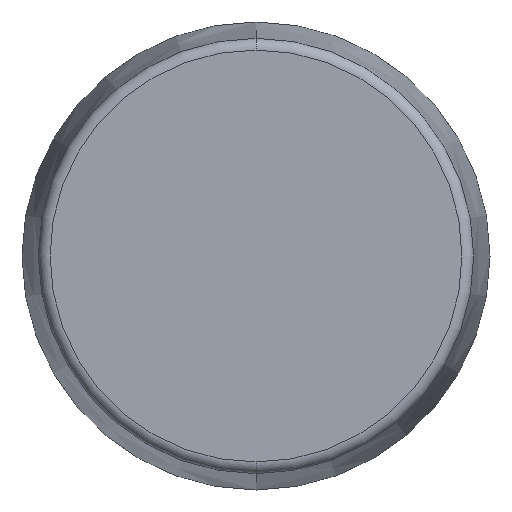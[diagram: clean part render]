
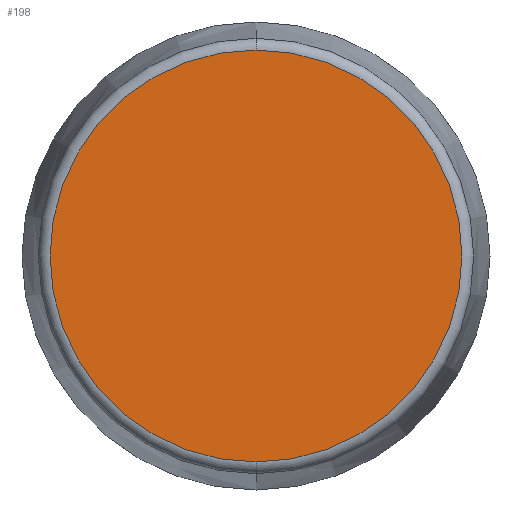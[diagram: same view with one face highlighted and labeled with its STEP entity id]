
A CAD part, front view. The second image highlights one B-rep face of the part: STEP entity #198.
In plain terms, the highlighted planar face has unit normal (0, -1, 0).
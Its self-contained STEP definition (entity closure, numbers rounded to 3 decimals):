
#48 = DIRECTION ( 'NONE',  ( 0., 0., -1. ) ) ;
#58 = DIRECTION ( 'NONE',  ( 0., 1., 0. ) ) ;
#68 = DIRECTION ( 'NONE',  ( 0., 0., -1. ) ) ;
#72 = CARTESIAN_POINT ( 'NONE',  ( 0., 0., 4.6 ) ) ;
#88 = VERTEX_POINT ( 'NONE', #149 ) ;
#104 = AXIS2_PLACEMENT_3D ( 'NONE', #159, #58, #48 ) ;
#126 = ORIENTED_EDGE ( 'NONE', *, *, #322, .F. ) ;
#143 = FACE_OUTER_BOUND ( 'NONE', #193, .T. ) ;
#148 = CIRCLE ( 'NONE', #432, 4.376 ) ;
#149 = CARTESIAN_POINT ( 'NONE',  ( 0., 0., -4.376 ) ) ;
#159 = CARTESIAN_POINT ( 'NONE',  ( 0., 0., 0. ) ) ;
#169 = AXIS2_PLACEMENT_3D ( 'NONE', #72, #353, #318 ) ;
#193 = EDGE_LOOP ( 'NONE', ( #299, #126 ) ) ;
#198 = ADVANCED_FACE ( 'NONE', ( #143 ), #428, .T. ) ;
#199 = CARTESIAN_POINT ( 'NONE',  ( 0., 0., 4.376 ) ) ;
#208 = DIRECTION ( 'NONE',  ( 0., 1., 0. ) ) ;
#219 = EDGE_CURVE ( 'NONE', #327, #88, #148, .T. ) ;
#299 = ORIENTED_EDGE ( 'NONE', *, *, #219, .F. ) ;
#318 = DIRECTION ( 'NONE',  ( 0., 0., -1. ) ) ;
#322 = EDGE_CURVE ( 'NONE', #88, #327, #358, .T. ) ;
#327 = VERTEX_POINT ( 'NONE', #199 ) ;
#353 = DIRECTION ( 'NONE',  ( 0., -1., 0. ) ) ;
#358 = CIRCLE ( 'NONE', #104, 4.376 ) ;
#385 = CARTESIAN_POINT ( 'NONE',  ( 0., 0., 0. ) ) ;
#428 = PLANE ( 'NONE',  #169 ) ;
#432 = AXIS2_PLACEMENT_3D ( 'NONE', #385, #208, #68 ) ;
